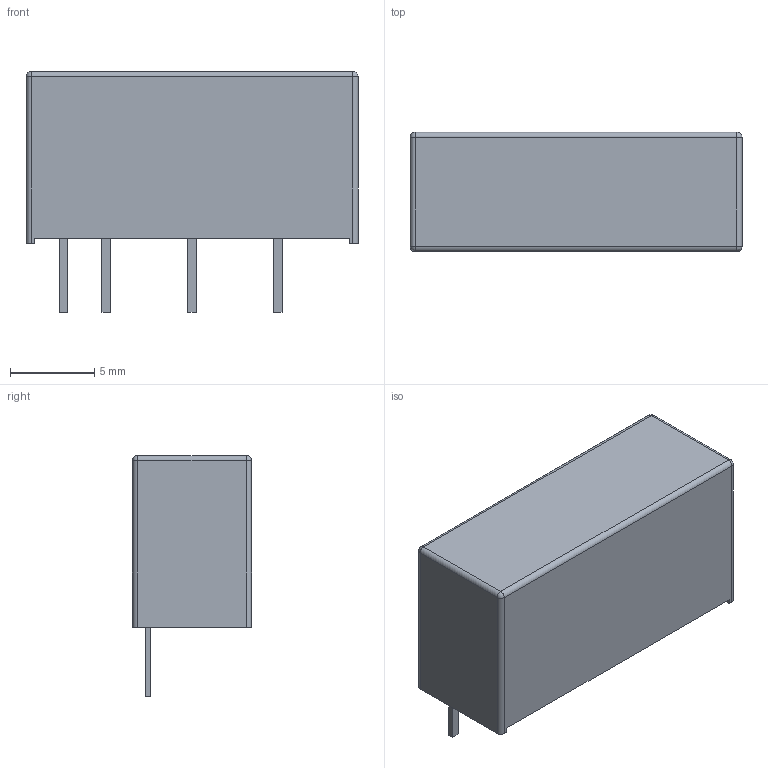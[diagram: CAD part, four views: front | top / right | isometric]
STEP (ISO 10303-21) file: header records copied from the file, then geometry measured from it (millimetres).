
FILE_DESCRIPTION(/* description */ ('STEP AP214'),/* implementation_level */ '2;1');
FILE_NAME(/* name */ 'B0505S-3WR2.step',/* time_stamp */ '2024-11-08T13:20:48+08:00',/* author */ (''),/* organization */ (''),/* preprocessor_version */ 'ST-DEVELOPER v20',/* originating_system */ 'Autodesk Translation Framework v13.20.0.188',/* authorisation */ '');
FILE_SCHEMA (('AUTOMOTIVE_DESIGN { 1 0 10303 214 3 1 1 }'));
Length unit declared in the file: millimetre
Products named in the file (1): PWRM-TH_B0505S-3WR2
Bounding box: 19.65 x 7.05 x 14.26 mm (x, y, z)
Volume: 1368.7 mm3; surface area: 831.3 mm2
Topology: 1 solids, 1 shells, 328 faces, 877 edges, 578 vertices
Faces by surface type: plane 201, bspline 114, cylinder 9, sphere 4
Full cylindrical faces by diameter (mm): 1.099 x1
Entity records: 11833 total; most frequent: CARTESIAN_POINT 3884, ORIENTED_EDGE 1746, DIRECTION 1261, EDGE_CURVE 873, LINE 627, VECTOR 627, VERTEX_POINT 578, EDGE_LOOP 359
